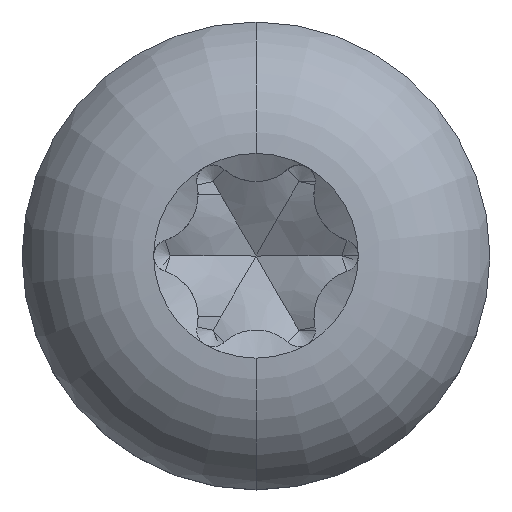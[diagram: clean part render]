
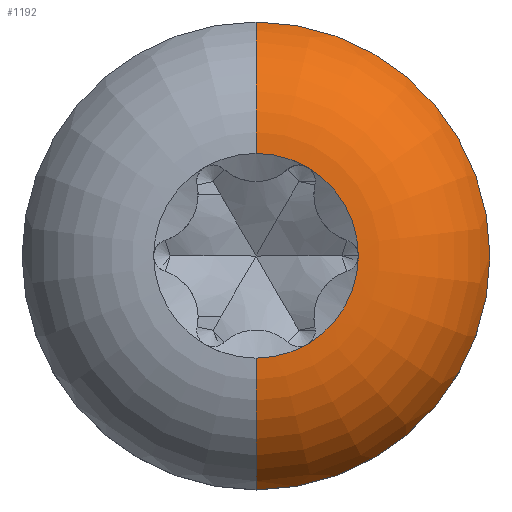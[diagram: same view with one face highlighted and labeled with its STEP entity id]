
A CAD part, top view. The second image highlights one B-rep face of the part: STEP entity #1192.
In plain terms, the highlighted toroidal (fillet/blend) face has major radius 0.875 mm and minor radius 1.191 mm.
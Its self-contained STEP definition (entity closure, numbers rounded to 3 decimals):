
#59 = CIRCLE ( 'NONE', #1354, 0.875 ) ;
#201 = CARTESIAN_POINT ( 'NONE',  ( 0., 2., 2.5 ) ) ;
#220 = ORIENTED_EDGE ( 'NONE', *, *, #1341, .T. ) ;
#360 = CARTESIAN_POINT ( 'NONE',  ( 0., 0., 3.3 ) ) ;
#452 = AXIS2_PLACEMENT_3D ( 'NONE', #1254, #1543, #1882 ) ;
#504 = CARTESIAN_POINT ( 'NONE',  ( 0., -2., 2.5 ) ) ;
#590 = DIRECTION ( 'NONE',  ( 0., 0., -1. ) ) ;
#617 = AXIS2_PLACEMENT_3D ( 'NONE', #776, #3163, #2570 ) ;
#638 = CARTESIAN_POINT ( 'NONE',  ( 0., 0., 3.3 ) ) ;
#662 = DIRECTION ( 'NONE',  ( 0., 0., -1. ) ) ;
#681 = DIRECTION ( 'NONE',  ( 0., 1., 0. ) ) ;
#683 = DIRECTION ( 'NONE',  ( 0., 0., -1. ) ) ;
#713 = ORIENTED_EDGE ( 'NONE', *, *, #1683, .F. ) ;
#776 = CARTESIAN_POINT ( 'NONE',  ( 0., 0., 2.5 ) ) ;
#924 = DIRECTION ( 'NONE',  ( 0., 0., -1. ) ) ;
#927 = VERTEX_POINT ( 'NONE', #2571 ) ;
#966 = VERTEX_POINT ( 'NONE', #1969 ) ;
#977 = DIRECTION ( 'NONE',  ( 0., 0., -1. ) ) ;
#1005 = ORIENTED_EDGE ( 'NONE', *, *, #2547, .T. ) ;
#1192 = ADVANCED_FACE ( 'NONE', ( #3377 ), #1537, .T. ) ;
#1216 = DIRECTION ( 'NONE',  ( 0., 1., 0. ) ) ;
#1254 = CARTESIAN_POINT ( 'NONE',  ( 0., 0.875, 2.109 ) ) ;
#1311 = CARTESIAN_POINT ( 'NONE',  ( 0., 0., 3.3 ) ) ;
#1341 = EDGE_CURVE ( 'NONE', #927, #3496, #2205, .T. ) ;
#1354 = AXIS2_PLACEMENT_3D ( 'NONE', #3593, #590, #1768 ) ;
#1428 = DIRECTION ( 'NONE',  ( 1., 0., 0. ) ) ;
#1537 = TOROIDAL_SURFACE ( 'NONE', #3254, 0.875, 1.191 ) ;
#1543 = DIRECTION ( 'NONE',  ( -1., 0., 0. ) ) ;
#1600 = CIRCLE ( 'NONE', #617, 2. ) ;
#1683 = EDGE_CURVE ( 'NONE', #2877, #3423, #2475, .T. ) ;
#1695 = CARTESIAN_POINT ( 'NONE',  ( 0., -0.875, 2.109 ) ) ;
#1768 = DIRECTION ( 'NONE',  ( 0., 1., 0. ) ) ;
#1802 = ORIENTED_EDGE ( 'NONE', *, *, #3457, .F. ) ;
#1882 = DIRECTION ( 'NONE',  ( 0., 0., 1. ) ) ;
#1969 = CARTESIAN_POINT ( 'NONE',  ( 0.438, 0.758, 3.3 ) ) ;
#2117 = CARTESIAN_POINT ( 'NONE',  ( 0.438, -0.758, 3.3 ) ) ;
#2148 = EDGE_CURVE ( 'NONE', #2877, #966, #59, .T. ) ;
#2180 = VERTEX_POINT ( 'NONE', #3578 ) ;
#2205 = CIRCLE ( 'NONE', #3784, 1.191 ) ;
#2280 = ORIENTED_EDGE ( 'NONE', *, *, #2297, .T. ) ;
#2297 = EDGE_CURVE ( 'NONE', #2180, #3258, #3503, .T. ) ;
#2329 = CIRCLE ( 'NONE', #3012, 0.875 ) ;
#2364 = ORIENTED_EDGE ( 'NONE', *, *, #2631, .T. ) ;
#2475 = CIRCLE ( 'NONE', #452, 1.191 ) ;
#2482 = AXIS2_PLACEMENT_3D ( 'NONE', #1311, #977, #2792 ) ;
#2547 = EDGE_CURVE ( 'NONE', #966, #2180, #2329, .T. ) ;
#2570 = DIRECTION ( 'NONE',  ( 0., 1., 0. ) ) ;
#2571 = CARTESIAN_POINT ( 'NONE',  ( 0., -0.875, 3.3 ) ) ;
#2602 = CIRCLE ( 'NONE', #2482, 0.875 ) ;
#2631 = EDGE_CURVE ( 'NONE', #3258, #927, #2602, .T. ) ;
#2696 = AXIS2_PLACEMENT_3D ( 'NONE', #638, #683, #3648 ) ;
#2792 = DIRECTION ( 'NONE',  ( 0., 1., 0. ) ) ;
#2877 = VERTEX_POINT ( 'NONE', #3335 ) ;
#3012 = AXIS2_PLACEMENT_3D ( 'NONE', #360, #662, #681 ) ;
#3064 = ORIENTED_EDGE ( 'NONE', *, *, #2148, .T. ) ;
#3163 = DIRECTION ( 'NONE',  ( 0., 0., -1. ) ) ;
#3175 = EDGE_LOOP ( 'NONE', ( #2364, #220, #1802, #713, #3064, #1005, #2280 ) ) ;
#3191 = DIRECTION ( 'NONE',  ( 0., 1., 0. ) ) ;
#3254 = AXIS2_PLACEMENT_3D ( 'NONE', #3297, #924, #1216 ) ;
#3258 = VERTEX_POINT ( 'NONE', #2117 ) ;
#3297 = CARTESIAN_POINT ( 'NONE',  ( 0., 0., 2.109 ) ) ;
#3335 = CARTESIAN_POINT ( 'NONE',  ( 0., 0.875, 3.3 ) ) ;
#3377 = FACE_OUTER_BOUND ( 'NONE', #3175, .T. ) ;
#3423 = VERTEX_POINT ( 'NONE', #201 ) ;
#3457 = EDGE_CURVE ( 'NONE', #3423, #3496, #1600, .T. ) ;
#3496 = VERTEX_POINT ( 'NONE', #504 ) ;
#3503 = CIRCLE ( 'NONE', #2696, 0.875 ) ;
#3578 = CARTESIAN_POINT ( 'NONE',  ( 0.875, 0., 3.3 ) ) ;
#3593 = CARTESIAN_POINT ( 'NONE',  ( 0., 0., 3.3 ) ) ;
#3648 = DIRECTION ( 'NONE',  ( 0., 1., 0. ) ) ;
#3784 = AXIS2_PLACEMENT_3D ( 'NONE', #1695, #1428, #3191 ) ;
